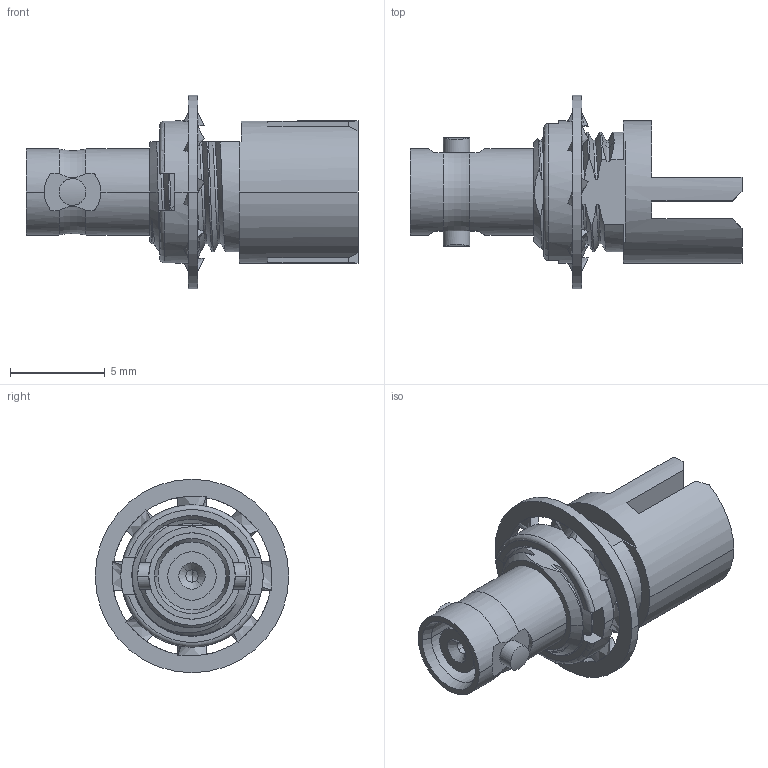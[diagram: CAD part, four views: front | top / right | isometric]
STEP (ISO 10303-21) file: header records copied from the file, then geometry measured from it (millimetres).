
FILE_DESCRIPTION((''),'2;1');
FILE_NAME('34-5038_SW0001','2020-05-14T18:27:55',('Kaviyarasan'),(''),'CREO PARAMETRIC BY PTC INC, 2019444','CREO PARAMETRIC BY PTC INC, 2019444','');
FILE_SCHEMA(('CONFIG_CONTROL_DESIGN'));
Length unit declared in the file: millimetre
Products named in the file (1): 34-5038_SW0001
Bounding box: 17.5 x 10.2 x 10.2 mm (x, y, z)
Volume: 373.8 mm3; surface area: 766.3 mm2
Topology: 1 solids, 1 shells, 219 faces, 647 edges, 409 vertices
Faces by surface type: plane 69, bspline 66, cylinder 61, cone 19, torus 4
Entity records: 11480 total; most frequent: CARTESIAN_POINT 6053, ORIENTED_EDGE 1290, DIRECTION 894, EDGE_CURVE 645, VERTEX_POINT 409, AXIS2_PLACEMENT_3D 302, VECTOR 290, LINE 290
